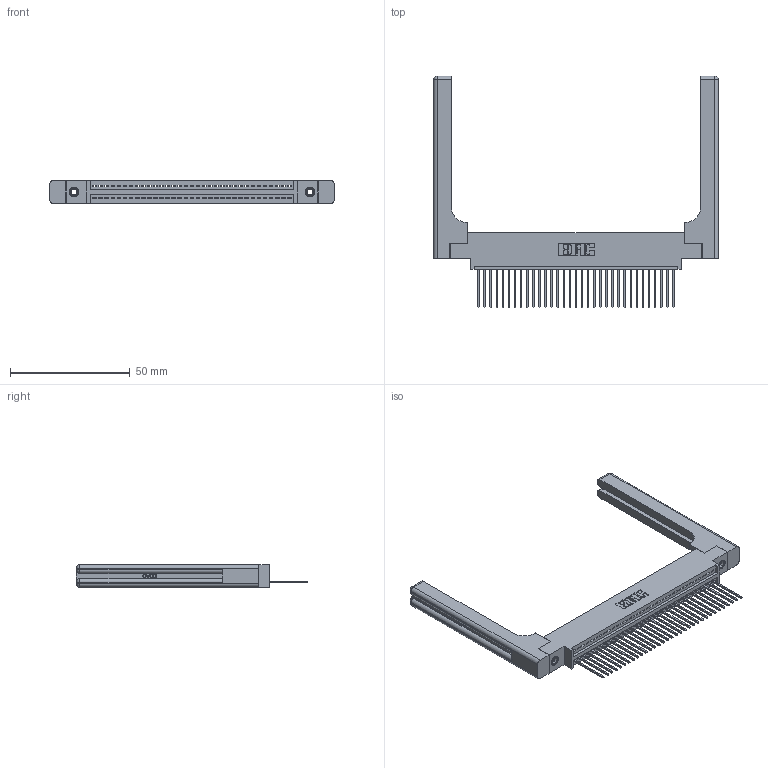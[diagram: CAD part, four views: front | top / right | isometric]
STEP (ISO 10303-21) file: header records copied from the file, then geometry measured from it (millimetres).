
FILE_DESCRIPTION (( 'STEP AP203' ), '1' );
FILE_NAME ('395-033-542-658.STEP', '2019-10-19T16:21:08', ( '' ), ( '' ), 'SwSTEP 2.0', 'SolidWorks 2016', '' );
FILE_SCHEMA (( 'CONFIG_CONTROL_DESIGN' ));
Length unit declared in the file: inch
Products named in the file (5): 345-292-001_345-293-142; 345-250-001_345-250-001-102; 345-220-058_345-220-058; 395-033-542-658; 345 Part_0.170 Offset - 0.156 Dia-TH
Assembly tree (38 placements, depth 2):
  395-033-542-658
    345 Part_0.170 Offset - 0.156 Dia-TH
    345-292-001_345-293-142  x33
    345-250-001_345-250-001-102  x2
    345-220-058_345-220-058  x2
Bounding box: 118.85 x 96.57 x 9.4 mm (x, y, z)
Volume: 19679.4 mm3; surface area: 20624 mm2
Topology: 38 solids, 38 shells, 2300 faces, 6827 edges, 4486 vertices
Faces by surface type: plane 1552, cylinder 688, bspline 36, cone 12, sphere 8, torus 4
Entity records: 31380 total; most frequent: CARTESIAN_POINT 6408, ORIENTED_EDGE 5172, DIRECTION 4556, EDGE_CURVE 2586, VECTOR 2230, LINE 2230, VERTEX_POINT 1714, AXIS2_PLACEMENT_3D 1163
